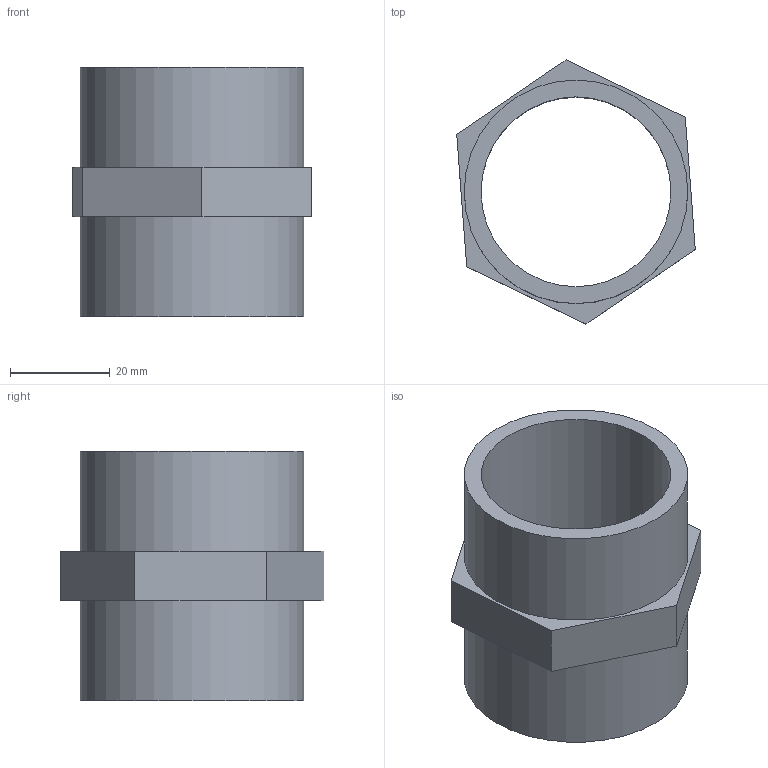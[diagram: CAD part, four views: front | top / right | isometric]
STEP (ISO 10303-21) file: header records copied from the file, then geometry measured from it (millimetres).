
FILE_DESCRIPTION(/* description */ (''),/* implementation_level */ '2;1');
FILE_NAME(/* name */ '#27_1-1-2.stp',/* time_stamp */ '2018-05-02T14:38:52+10:00',/* author */ ('daud'),/* organization */ (''),/* preprocessor_version */ 'ST-DEVELOPER v16.13',/* originating_system */ 'Autodesk Inventor 2018',/* authorisation */ '');
FILE_SCHEMA (('AUTOMOTIVE_DESIGN { 1 0 10303 214 3 1 1 }'));
Length unit declared in the file: millimetre
Products named in the file (1): #378
Bounding box: 47.87 x 52.96 x 50 mm (x, y, z)
Volume: 24514.3 mm3; surface area: 14599.1 mm2
Topology: 1 solids, 1 shells, 13 faces, 28 edges, 19 vertices
Faces by surface type: plane 10, cylinder 3
Full cylindrical faces by diameter (mm): 38.1 x1, 44.85 x2
Entity records: 375 total; most frequent: DIRECTION 58, CARTESIAN_POINT 56, ORIENTED_EDGE 48, EDGE_CURVE 24, EDGE_LOOP 20, AXIS2_PLACEMENT_3D 20, LINE 18, VECTOR 18
